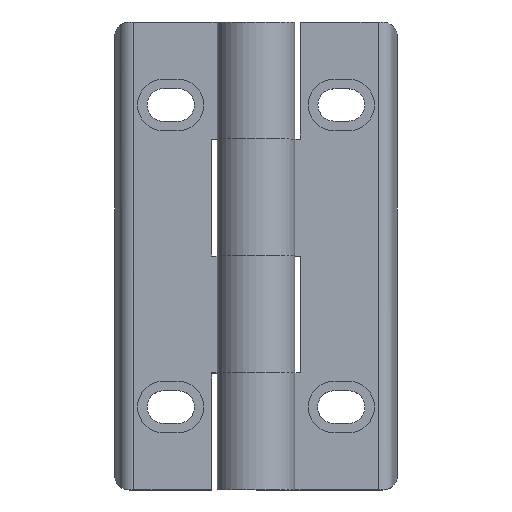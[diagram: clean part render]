
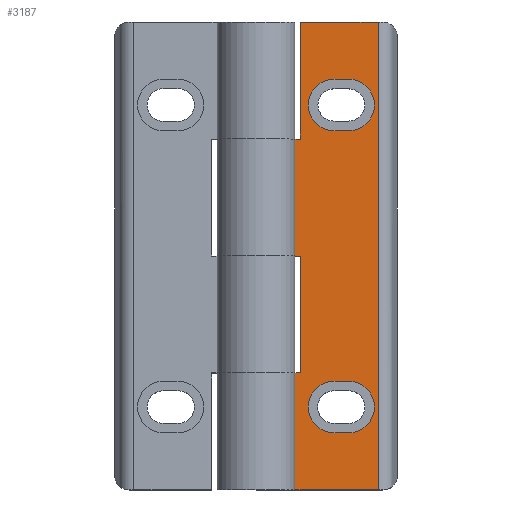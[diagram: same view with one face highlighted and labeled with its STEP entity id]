
A CAD part, top view. The second image highlights one B-rep face of the part: STEP entity #3187.
In plain terms, the highlighted face is planar.
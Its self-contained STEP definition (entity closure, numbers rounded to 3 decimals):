
#179=CIRCLE('',#3458,5.3);
#180=CIRCLE('',#3459,5.3);
#181=CIRCLE('',#3460,5.3);
#182=CIRCLE('',#3461,5.3);
#439=ORIENTED_EDGE('',*,*,#1348,.F.);
#440=ORIENTED_EDGE('',*,*,#1349,.F.);
#441=ORIENTED_EDGE('',*,*,#1350,.F.);
#442=ORIENTED_EDGE('',*,*,#1351,.F.);
#443=ORIENTED_EDGE('',*,*,#1352,.F.);
#444=ORIENTED_EDGE('',*,*,#1353,.F.);
#445=ORIENTED_EDGE('',*,*,#1354,.F.);
#446=ORIENTED_EDGE('',*,*,#1355,.F.);
#447=ORIENTED_EDGE('',*,*,#1271,.T.);
#448=ORIENTED_EDGE('',*,*,#1356,.T.);
#449=ORIENTED_EDGE('',*,*,#1357,.T.);
#450=ORIENTED_EDGE('',*,*,#1358,.F.);
#451=ORIENTED_EDGE('',*,*,#1359,.F.);
#452=ORIENTED_EDGE('',*,*,#1360,.T.);
#453=ORIENTED_EDGE('',*,*,#1361,.T.);
#454=ORIENTED_EDGE('',*,*,#1362,.F.);
#455=ORIENTED_EDGE('',*,*,#1266,.F.);
#456=ORIENTED_EDGE('',*,*,#1363,.T.);
#1266=EDGE_CURVE('',#1730,#1731,#2048,.T.);
#1271=EDGE_CURVE('',#1736,#1735,#2052,.T.);
#1348=EDGE_CURVE('',#1801,#1802,#179,.T.);
#1349=EDGE_CURVE('',#1803,#1801,#2093,.T.);
#1350=EDGE_CURVE('',#1804,#1803,#180,.T.);
#1351=EDGE_CURVE('',#1802,#1804,#2094,.T.);
#1352=EDGE_CURVE('',#1805,#1806,#181,.T.);
#1353=EDGE_CURVE('',#1807,#1805,#2095,.T.);
#1354=EDGE_CURVE('',#1808,#1807,#182,.T.);
#1355=EDGE_CURVE('',#1806,#1808,#2096,.T.);
#1356=EDGE_CURVE('',#1735,#1809,#2097,.T.);
#1357=EDGE_CURVE('',#1809,#1810,#2098,.T.);
#1358=EDGE_CURVE('',#1811,#1810,#2099,.T.);
#1359=EDGE_CURVE('',#1812,#1811,#2100,.T.);
#1360=EDGE_CURVE('',#1812,#1813,#2101,.T.);
#1361=EDGE_CURVE('',#1813,#1814,#2102,.T.);
#1362=EDGE_CURVE('',#1731,#1814,#2103,.T.);
#1363=EDGE_CURVE('',#1730,#1736,#2104,.T.);
#1730=VERTEX_POINT('',#4847);
#1731=VERTEX_POINT('',#4849);
#1735=VERTEX_POINT('',#4858);
#1736=VERTEX_POINT('',#4860);
#1801=VERTEX_POINT('',#5012);
#1802=VERTEX_POINT('',#5013);
#1803=VERTEX_POINT('',#5015);
#1804=VERTEX_POINT('',#5017);
#1805=VERTEX_POINT('',#5020);
#1806=VERTEX_POINT('',#5021);
#1807=VERTEX_POINT('',#5023);
#1808=VERTEX_POINT('',#5025);
#1809=VERTEX_POINT('',#5028);
#1810=VERTEX_POINT('',#5030);
#1811=VERTEX_POINT('',#5032);
#1812=VERTEX_POINT('',#5034);
#1813=VERTEX_POINT('',#5036);
#1814=VERTEX_POINT('',#5038);
#2048=LINE('',#4848,#2318);
#2052=LINE('',#4859,#2322);
#2093=LINE('',#5014,#2363);
#2094=LINE('',#5018,#2364);
#2095=LINE('',#5022,#2365);
#2096=LINE('',#5026,#2366);
#2097=LINE('',#5027,#2367);
#2098=LINE('',#5029,#2368);
#2099=LINE('',#5031,#2369);
#2100=LINE('',#5033,#2370);
#2101=LINE('',#5035,#2371);
#2102=LINE('',#5037,#2372);
#2103=LINE('',#5039,#2373);
#2104=LINE('',#5040,#2374);
#2318=VECTOR('',#3806,1000.);
#2322=VECTOR('',#3814,1000.);
#2363=VECTOR('',#3949,1000.);
#2364=VECTOR('',#3952,1000.);
#2365=VECTOR('',#3955,1000.);
#2366=VECTOR('',#3958,1000.);
#2367=VECTOR('',#3959,1000.);
#2368=VECTOR('',#3960,1000.);
#2369=VECTOR('',#3961,1000.);
#2370=VECTOR('',#3962,1000.);
#2371=VECTOR('',#3963,1000.);
#2372=VECTOR('',#3964,1000.);
#2373=VECTOR('',#3965,1000.);
#2374=VECTOR('',#3966,1000.);
#2602=EDGE_LOOP('',(#439,#440,#441,#442));
#2603=EDGE_LOOP('',(#443,#444,#445,#446));
#2604=EDGE_LOOP('',(#447,#448,#449,#450,#451,#452,#453,#454,#455,#456));
#2852=FACE_BOUND('',#2602,.T.);
#2853=FACE_BOUND('',#2603,.T.);
#2854=FACE_BOUND('',#2604,.T.);
#3092=PLANE('',#3457);
#3187=ADVANCED_FACE('',(#2852,#2853,#2854),#3092,.F.);
#3457=AXIS2_PLACEMENT_3D('',#5010,#3945,#3946);
#3458=AXIS2_PLACEMENT_3D('',#5011,#3947,#3948);
#3459=AXIS2_PLACEMENT_3D('',#5016,#3950,#3951);
#3460=AXIS2_PLACEMENT_3D('',#5019,#3953,#3954);
#3461=AXIS2_PLACEMENT_3D('',#5024,#3956,#3957);
#3806=DIRECTION('',(-1.,0.,0.));
#3814=DIRECTION('',(-1.,0.,0.));
#3945=DIRECTION('',(0.,-1.,0.));
#3946=DIRECTION('',(0.,0.,-1.));
#3947=DIRECTION('',(0.,1.,0.));
#3948=DIRECTION('',(1.,0.,0.));
#3949=DIRECTION('',(-1.,0.,0.));
#3950=DIRECTION('',(0.,1.,0.));
#3951=DIRECTION('',(1.,0.,0.));
#3952=DIRECTION('',(1.,0.,0.));
#3953=DIRECTION('',(0.,1.,0.));
#3954=DIRECTION('',(1.,0.,0.));
#3955=DIRECTION('',(-1.,0.,0.));
#3956=DIRECTION('',(0.,1.,0.));
#3957=DIRECTION('',(1.,0.,0.));
#3958=DIRECTION('',(1.,0.,0.));
#3959=DIRECTION('',(0.,0.,1.));
#3960=DIRECTION('',(-1.,0.,0.));
#3961=DIRECTION('',(0.,0.,-1.));
#3962=DIRECTION('',(-1.,0.,0.));
#3963=DIRECTION('',(0.,0.,1.));
#3964=DIRECTION('',(-1.,0.,0.));
#3965=DIRECTION('',(0.,0.,-1.));
#3966=DIRECTION('',(0.,0.,-1.));
#4847=CARTESIAN_POINT('',(25.072,0.,48.));
#4848=CARTESIAN_POINT('',(25.072,0.,48.));
#4849=CARTESIAN_POINT('',(8.,0.,48.));
#4858=CARTESIAN_POINT('',(9.1,0.,-48.));
#4859=CARTESIAN_POINT('',(25.072,0.,-48.));
#4860=CARTESIAN_POINT('',(25.072,0.,-48.));
#5010=CARTESIAN_POINT('',(25.072,0.,48.));
#5011=CARTESIAN_POINT('',(16.,0.,31.));
#5012=CARTESIAN_POINT('',(16.,0.,25.7));
#5013=CARTESIAN_POINT('',(16.,0.,36.3));
#5014=CARTESIAN_POINT('',(19.,0.,25.7));
#5015=CARTESIAN_POINT('',(19.,0.,25.7));
#5016=CARTESIAN_POINT('',(19.,0.,31.));
#5017=CARTESIAN_POINT('',(19.,0.,36.3));
#5018=CARTESIAN_POINT('',(16.,0.,36.3));
#5019=CARTESIAN_POINT('',(16.,0.,-31.));
#5020=CARTESIAN_POINT('',(16.,0.,-36.3));
#5021=CARTESIAN_POINT('',(16.,0.,-25.7));
#5022=CARTESIAN_POINT('',(19.,0.,-36.3));
#5023=CARTESIAN_POINT('',(19.,0.,-36.3));
#5024=CARTESIAN_POINT('',(19.,0.,-31.));
#5025=CARTESIAN_POINT('',(19.,0.,-25.7));
#5026=CARTESIAN_POINT('',(16.,0.,-25.7));
#5027=CARTESIAN_POINT('',(9.1,0.,-48.));
#5028=CARTESIAN_POINT('',(9.1,0.,-24.));
#5029=CARTESIAN_POINT('',(9.1,0.,-24.));
#5030=CARTESIAN_POINT('',(8.,0.,-24.));
#5031=CARTESIAN_POINT('',(8.,0.,48.));
#5032=CARTESIAN_POINT('',(8.,0.,0.));
#5033=CARTESIAN_POINT('',(9.1,0.,0.));
#5034=CARTESIAN_POINT('',(9.1,0.,0.));
#5035=CARTESIAN_POINT('',(9.1,0.,0.));
#5036=CARTESIAN_POINT('',(9.1,0.,24.));
#5037=CARTESIAN_POINT('',(9.1,0.,24.));
#5038=CARTESIAN_POINT('',(8.,0.,24.));
#5039=CARTESIAN_POINT('',(8.,0.,48.));
#5040=CARTESIAN_POINT('',(25.072,0.,48.));
